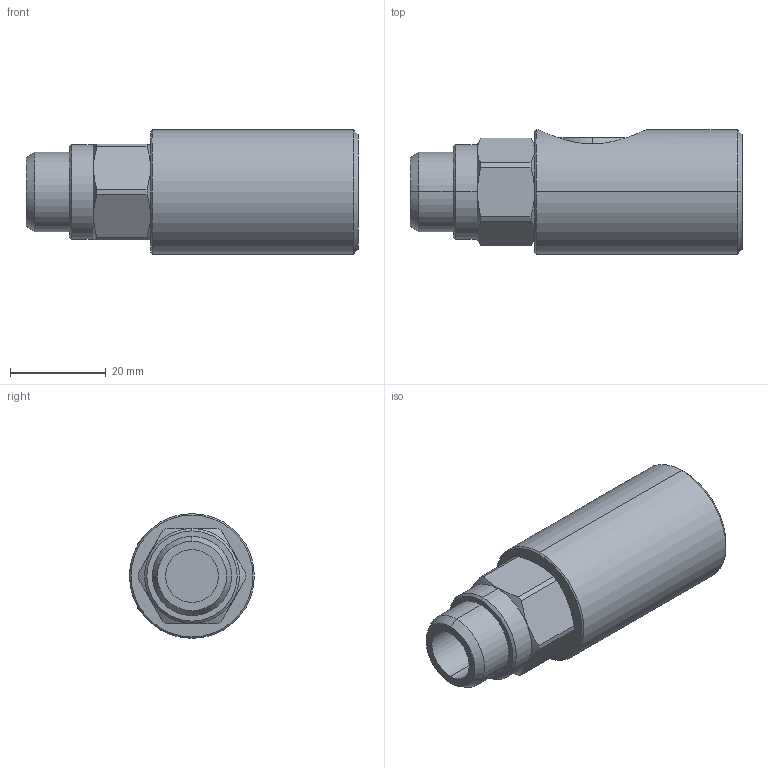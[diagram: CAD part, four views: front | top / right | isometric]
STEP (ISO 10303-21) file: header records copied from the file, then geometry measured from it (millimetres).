
FILE_DESCRIPTION (( 'STEP AP203' ), '1' );
FILE_NAME ('07460003.STEP', '2011-07-05T12:57:15', ( 'SP' ), ( 'sopra-pneumatic' ), 'SwSTEP 2.0', 'SolidWorks 2011', '' );
FILE_SCHEMA (( 'CONFIG_CONTROL_DESIGN' ));
Length unit declared in the file: millimetre
Products named in the file (1): 07460003
Bounding box: 69.2 x 26 x 26 mm (x, y, z)
Volume: 27363.6 mm3; surface area: 7617 mm2
Topology: 1 solids, 3 shells, 133 faces, 320 edges, 201 vertices
Faces by surface type: cone 45, cylinder 43, plane 43, sphere 2
Entity records: 4489 total; most frequent: CARTESIAN_POINT 1359, ORIENTED_EDGE 640, DIRECTION 638, EDGE_CURVE 320, AXIS2_PLACEMENT_3D 260, VERTEX_POINT 201, EDGE_LOOP 141, FACE_OUTER_BOUND 133
